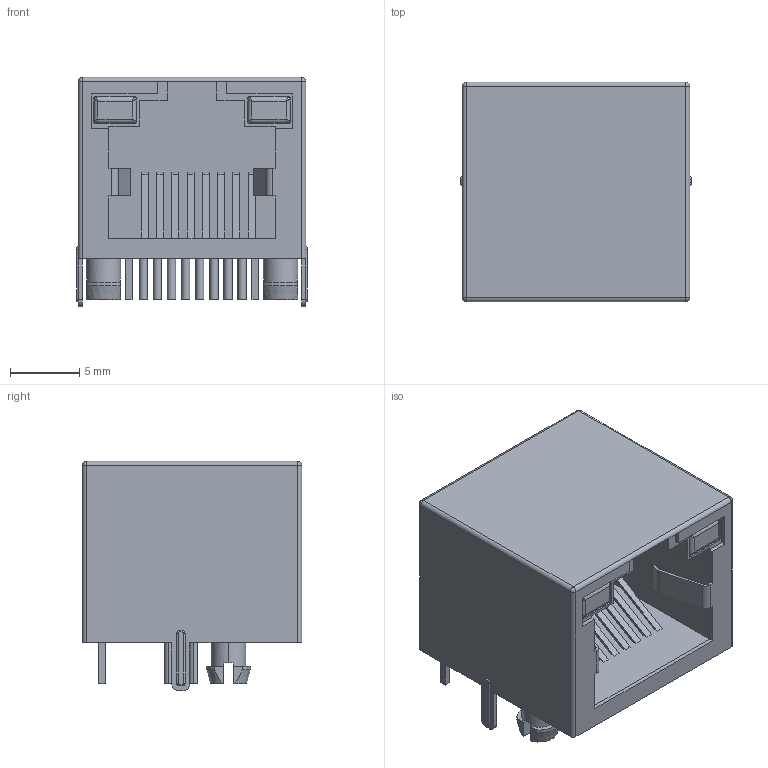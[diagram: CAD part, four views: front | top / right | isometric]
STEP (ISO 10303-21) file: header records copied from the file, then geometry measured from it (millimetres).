
FILE_DESCRIPTION((''),'2;1');
FILE_NAME('3D_PCB2_2023-02-17_ASM','2023-02-17T09:34:16',('cwg'),(''),'CREO PARAMETRIC BY PTC INC, 2021164','CREO PARAMETRIC BY PTC INC, 2021164','');
FILE_SCHEMA(('CONFIG_CONTROL_DESIGN'));
Length unit declared in the file: millimetre
Products named in the file (7): COMPOUND-1484_1; COMPOUND-1484_2; COMPOUND-1484_ASM; RJ45-TH_XKB_X12ADAB1A3DY1027_ASM; RJ2_ASM; PCBMODEL_ASM; 3D_PCB2_2023-02-17_ASM
Assembly tree (6 placements, depth 6):
  3D_PCB2_2023-02-17_ASM
    PCBMODEL_ASM
      RJ2_ASM
        RJ45-TH_XKB_X12ADAB1A3DY1027_ASM
          COMPOUND-1484_ASM
            COMPOUND-1484_1
            COMPOUND-1484_2
Bounding box: 16.65 x 15.85 x 16.55 mm (x, y, z)
Volume: 1908 mm3; surface area: 4010.9 mm2
Topology: 2 solids, 2 shells, 301 faces, 812 edges, 521 vertices
Faces by surface type: plane 183, cylinder 94, bspline 16, cone 4, sphere 4
Entity records: 10477 total; most frequent: CARTESIAN_POINT 2688, ORIENTED_EDGE 1600, DIRECTION 1583, EDGE_CURVE 800, VECTOR 575, LINE 575, VERTEX_POINT 521, AXIS2_PLACEMENT_3D 504
